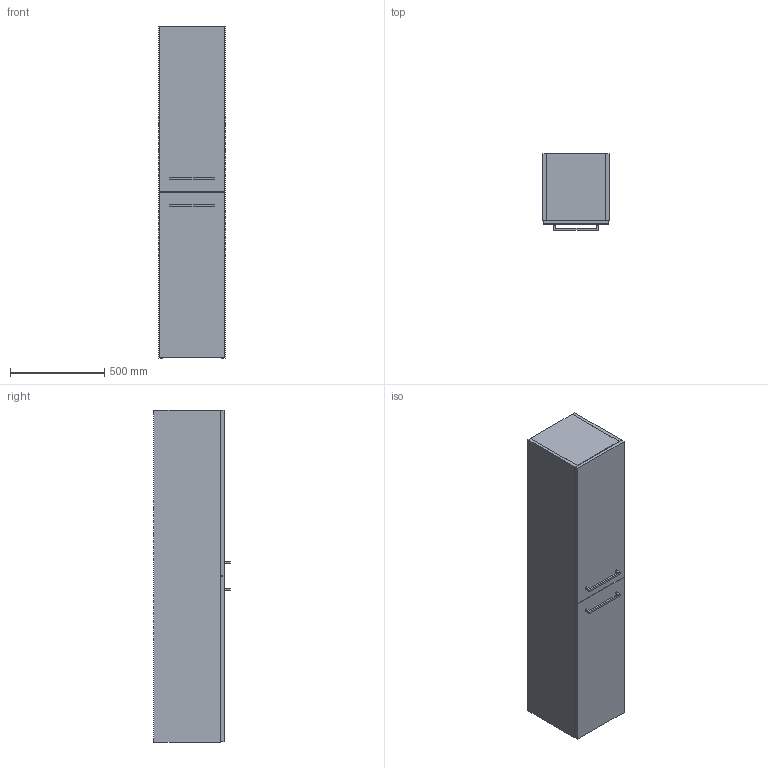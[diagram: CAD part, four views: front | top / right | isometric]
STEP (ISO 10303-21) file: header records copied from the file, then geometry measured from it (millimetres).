
FILE_DESCRIPTION(/* description */ (''),/* implementation_level */ '2;1');
FILE_NAME(/* name */ 'BX100_RFS.stp',/* time_stamp */ '2020-04-30T13:45:10+02:00',/* author */ ('StegeR'),/* organization */ (''),/* preprocessor_version */ 'ST-DEVELOPER v16.1',/* originating_system */ 'Autodesk Inventor 2016',/* authorisation */ '');
FILE_SCHEMA (('AUTOMOTIVE_DESIGN { 1 0 10303 214 3 1 1 }'));
Length unit declared in the file: millimetre
Products named in the file (1): BX100_RFS
Bounding box: 350 x 404.2 x 1760 mm (x, y, z)
Volume: 45312196.7 mm3; surface area: 6712265.3 mm2
Topology: 14 solids, 14 shells, 118 faces, 252 edges, 168 vertices
Faces by surface type: plane 114, cylinder 4
Full cylindrical faces by diameter (mm): 4 x4
Entity records: 3115 total; most frequent: CARTESIAN_POINT 535, ORIENTED_EDGE 496, DIRECTION 494, EDGE_CURVE 248, LINE 240, VECTOR 240, VERTEX_POINT 168, EDGE_LOOP 128
